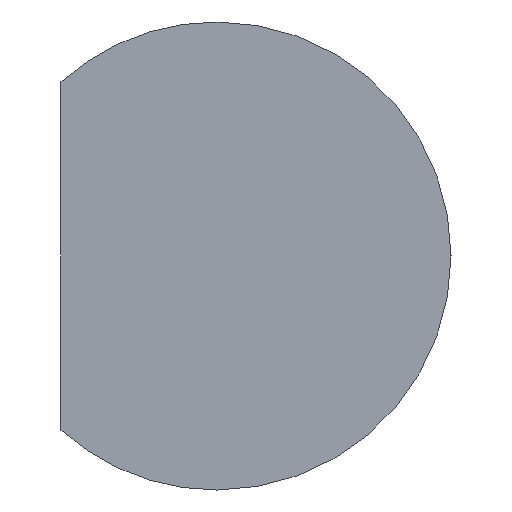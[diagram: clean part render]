
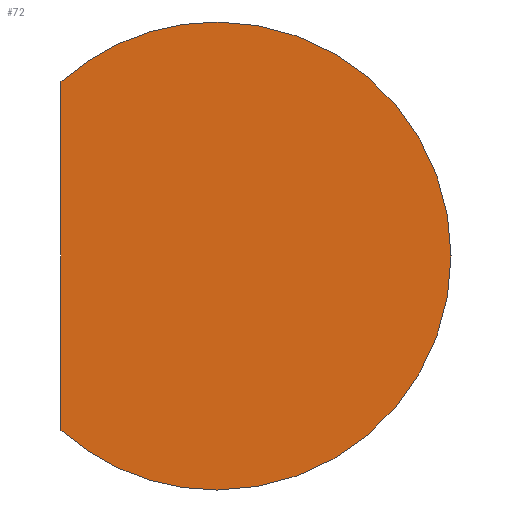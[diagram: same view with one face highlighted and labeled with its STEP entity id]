
A CAD part, left-side view. The second image highlights one B-rep face of the part: STEP entity #72.
In plain terms, the highlighted planar face has unit normal (-1, 0, 0).
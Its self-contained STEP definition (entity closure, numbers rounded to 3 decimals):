
#12 = ORIENTED_EDGE ( 'NONE', *, *, #196, .F. ) ;
#13 = CARTESIAN_POINT ( 'NONE',  ( -27.5, 2., -2.236 ) ) ;
#21 = CARTESIAN_POINT ( 'NONE',  ( -27.5, 2., 2.236 ) ) ;
#22 = AXIS2_PLACEMENT_3D ( 'NONE', #187, #113, #74 ) ;
#30 = FACE_OUTER_BOUND ( 'NONE', #107, .T. ) ;
#38 = EDGE_CURVE ( 'NONE', #134, #41, #139, .T. ) ;
#39 = CARTESIAN_POINT ( 'NONE',  ( -27.5, 0., 3. ) ) ;
#40 = DIRECTION ( 'NONE',  ( 1., 0., 0. ) ) ;
#41 = VERTEX_POINT ( 'NONE', #13 ) ;
#44 = AXIS2_PLACEMENT_3D ( 'NONE', #192, #66, #146 ) ;
#45 = EDGE_CURVE ( 'NONE', #140, #41, #49, .T. ) ;
#46 = ORIENTED_EDGE ( 'NONE', *, *, #144, .F. ) ;
#49 = CIRCLE ( 'NONE', #22, 3. ) ;
#50 = CIRCLE ( 'NONE', #44, 3. ) ;
#66 = DIRECTION ( 'NONE',  ( 1., 0., 0. ) ) ;
#72 = ADVANCED_FACE ( 'NONE', ( #30 ), #95, .F. ) ;
#74 = DIRECTION ( 'NONE',  ( 0., 0., -1. ) ) ;
#85 = CARTESIAN_POINT ( 'NONE',  ( -27.5, 0., -3. ) ) ;
#86 = CIRCLE ( 'NONE', #200, 3. ) ;
#92 = DIRECTION ( 'NONE',  ( 1., 0., 0. ) ) ;
#93 = VECTOR ( 'NONE', #160, 1000. ) ;
#95 = PLANE ( 'NONE',  #165 ) ;
#107 = EDGE_LOOP ( 'NONE', ( #46, #110, #158, #12 ) ) ;
#110 = ORIENTED_EDGE ( 'NONE', *, *, #38, .T. ) ;
#113 = DIRECTION ( 'NONE',  ( 1., 0., 0. ) ) ;
#114 = CARTESIAN_POINT ( 'NONE',  ( -27.5, 0., 0. ) ) ;
#125 = CARTESIAN_POINT ( 'NONE',  ( -27.5, 0., 0. ) ) ;
#134 = VERTEX_POINT ( 'NONE', #21 ) ;
#139 = LINE ( 'NONE', #205, #93 ) ;
#140 = VERTEX_POINT ( 'NONE', #85 ) ;
#144 = EDGE_CURVE ( 'NONE', #134, #199, #86, .T. ) ;
#146 = DIRECTION ( 'NONE',  ( 0., 0., -1. ) ) ;
#158 = ORIENTED_EDGE ( 'NONE', *, *, #45, .F. ) ;
#160 = DIRECTION ( 'NONE',  ( 0., 0., -1. ) ) ;
#165 = AXIS2_PLACEMENT_3D ( 'NONE', #125, #92, #201 ) ;
#187 = CARTESIAN_POINT ( 'NONE',  ( -27.5, 0., 0. ) ) ;
#192 = CARTESIAN_POINT ( 'NONE',  ( -27.5, 0., 0. ) ) ;
#195 = DIRECTION ( 'NONE',  ( 0., 0., -1. ) ) ;
#196 = EDGE_CURVE ( 'NONE', #199, #140, #50, .T. ) ;
#199 = VERTEX_POINT ( 'NONE', #39 ) ;
#200 = AXIS2_PLACEMENT_3D ( 'NONE', #114, #40, #195 ) ;
#201 = DIRECTION ( 'NONE',  ( 0., 0., -1. ) ) ;
#205 = CARTESIAN_POINT ( 'NONE',  ( -27.5, 2., 2.236 ) ) ;
